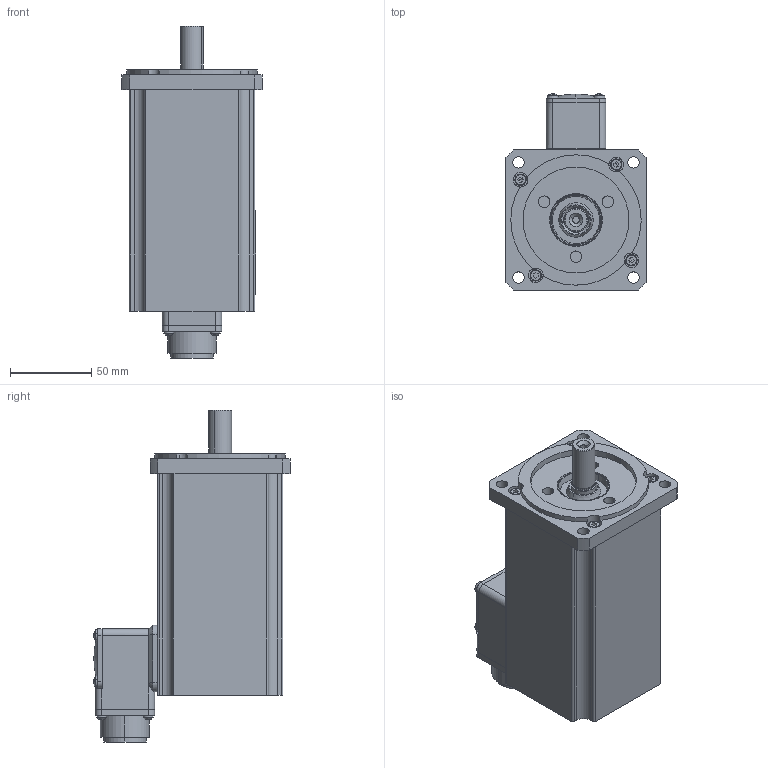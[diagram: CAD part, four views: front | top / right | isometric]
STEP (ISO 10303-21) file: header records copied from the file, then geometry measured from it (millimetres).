
FILE_DESCRIPTION (( 'STEP AP203' ), '1' );
FILE_NAME ('Motor_EGK65-30NRB-+-Katalog11.10_.STEP', '2010-11-03T10:06:31', ( 'Groschopp' ), ( 'Groschopp AG' ), 'SwSTEP 2.0', 'SolidWorks 2007', '' );
FILE_SCHEMA (( 'CONFIG_CONTROL_DESIGN' ));
Length unit declared in the file: millimetre
Products named in the file (1): Motor_EGK65-30NRB-+-Katalog11.10_
Bounding box: 86 x 120.55 x 203.75 mm (x, y, z)
Surface area: 82776.9 mm2 (no closed solid volume)
Topology: 0 solids, 23 shells, 352 faces, 1058 edges, 714 vertices
Faces by surface type: plane 188, cylinder 97, cone 47, torus 10, sphere 10
Entity records: 12290 total; most frequent: CARTESIAN_POINT 2583, DIRECTION 2098, ORIENTED_EDGE 1829, EDGE_CURVE 1058, AXIS2_PLACEMENT_3D 775, VERTEX_POINT 714, VECTOR 548, LINE 548
